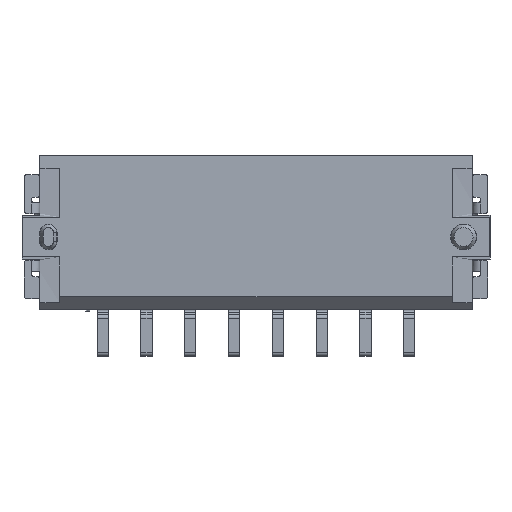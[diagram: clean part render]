
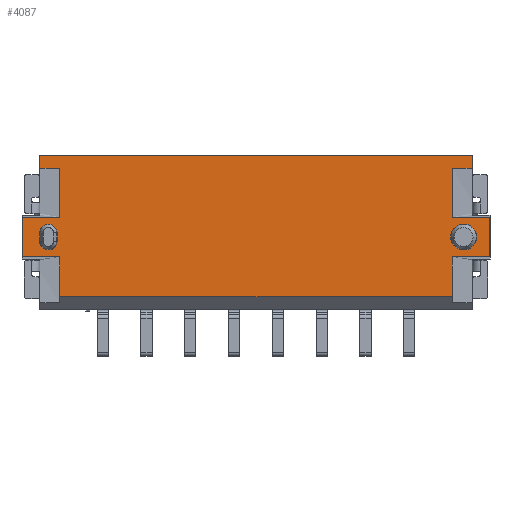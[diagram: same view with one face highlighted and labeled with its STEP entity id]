
A CAD part, front view. The second image highlights one B-rep face of the part: STEP entity #4087.
In plain terms, the highlighted planar face has unit normal (0, -1, 0).
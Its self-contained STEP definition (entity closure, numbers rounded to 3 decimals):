
#3489=CARTESIAN_POINT('',(20.28,-2.45,0.75));
#3490=VERTEX_POINT('',#3489);
#3497=CARTESIAN_POINT('',(-2.5,-2.45,0.75));
#3498=VERTEX_POINT('',#3497);
#3499=CARTESIAN_POINT('',(20.28,-2.45,0.75));
#3500=DIRECTION('',(-1.,0.,0.));
#3501=VECTOR('',#3500,22.78);
#3502=LINE('',#3499,#3501);
#3503=EDGE_CURVE('',#3490,#3498,#3502,.T.);
#3832=CARTESIAN_POINT('',(-3.65,-2.45,8.9));
#3833=VERTEX_POINT('',#3832);
#3840=CARTESIAN_POINT('',(21.43,-2.45,8.9));
#3841=VERTEX_POINT('',#3840);
#3842=CARTESIAN_POINT('',(-3.65,-2.45,8.9));
#3843=DIRECTION('',(1.,0.,0.));
#3844=VECTOR('',#3843,25.08);
#3845=LINE('',#3842,#3844);
#3846=EDGE_CURVE('',#3833,#3841,#3845,.T.);
#3923=CARTESIAN_POINT('',(8.89,-2.45,4.825));
#3924=DIRECTION('',(0.,0.,-1.));
#3925=DIRECTION('',(0.,-1.,0.));
#3926=AXIS2_PLACEMENT_3D('',#3923,#3925,#3924);
#3927=PLANE('',#3926);
#3928=CARTESIAN_POINT('',(20.28,-2.45,3.05));
#3929=VERTEX_POINT('',#3928);
#3930=CARTESIAN_POINT('',(20.28,-2.45,0.75));
#3931=DIRECTION('',(0.,0.,1.));
#3932=VECTOR('',#3931,2.3);
#3933=LINE('',#3930,#3932);
#3934=EDGE_CURVE('',#3490,#3929,#3933,.T.);
#3935=ORIENTED_EDGE('',*,*,#3934,.T.);
#3936=CARTESIAN_POINT('',(22.46,-2.45,3.05));
#3937=VERTEX_POINT('',#3936);
#3938=CARTESIAN_POINT('',(20.28,-2.45,3.05));
#3939=DIRECTION('',(1.,0.,0.));
#3940=VECTOR('',#3939,2.18);
#3941=LINE('',#3938,#3940);
#3942=EDGE_CURVE('',#3929,#3937,#3941,.T.);
#3943=ORIENTED_EDGE('',*,*,#3942,.T.);
#3944=CARTESIAN_POINT('',(22.46,-2.45,5.35));
#3945=VERTEX_POINT('',#3944);
#3946=CARTESIAN_POINT('',(22.46,-2.45,3.05));
#3947=DIRECTION('',(0.,0.,1.));
#3948=VECTOR('',#3947,2.3);
#3949=LINE('',#3946,#3948);
#3950=EDGE_CURVE('',#3937,#3945,#3949,.T.);
#3951=ORIENTED_EDGE('',*,*,#3950,.T.);
#3952=CARTESIAN_POINT('',(20.28,-2.45,5.35));
#3953=VERTEX_POINT('',#3952);
#3954=CARTESIAN_POINT('',(22.46,-2.45,5.35));
#3955=DIRECTION('',(-1.,0.,0.));
#3956=VECTOR('',#3955,2.18);
#3957=LINE('',#3954,#3956);
#3958=EDGE_CURVE('',#3945,#3953,#3957,.T.);
#3959=ORIENTED_EDGE('',*,*,#3958,.T.);
#3960=CARTESIAN_POINT('',(20.28,-2.45,8.2));
#3961=VERTEX_POINT('',#3960);
#3962=CARTESIAN_POINT('',(20.28,-2.45,5.35));
#3963=DIRECTION('',(0.,0.,1.));
#3964=VECTOR('',#3963,2.85);
#3965=LINE('',#3962,#3964);
#3966=EDGE_CURVE('',#3953,#3961,#3965,.T.);
#3967=ORIENTED_EDGE('',*,*,#3966,.T.);
#3968=CARTESIAN_POINT('',(21.43,-2.45,8.2));
#3969=VERTEX_POINT('',#3968);
#3970=CARTESIAN_POINT('',(20.28,-2.45,8.2));
#3971=DIRECTION('',(1.,0.,0.));
#3972=VECTOR('',#3971,1.15);
#3973=LINE('',#3970,#3972);
#3974=EDGE_CURVE('',#3961,#3969,#3973,.T.);
#3975=ORIENTED_EDGE('',*,*,#3974,.T.);
#3976=CARTESIAN_POINT('',(21.43,-2.45,8.9));
#3977=DIRECTION('',(0.,0.,-1.));
#3978=VECTOR('',#3977,0.7);
#3979=LINE('',#3976,#3978);
#3980=EDGE_CURVE('',#3841,#3969,#3979,.T.);
#3981=ORIENTED_EDGE('',*,*,#3980,.F.);
#3982=ORIENTED_EDGE('',*,*,#3846,.F.);
#3983=CARTESIAN_POINT('',(-3.65,-2.45,8.2));
#3984=VERTEX_POINT('',#3983);
#3985=CARTESIAN_POINT('',(-3.65,-2.45,8.9));
#3986=DIRECTION('',(0.,0.,-1.));
#3987=VECTOR('',#3986,0.7);
#3988=LINE('',#3985,#3987);
#3989=EDGE_CURVE('',#3833,#3984,#3988,.T.);
#3990=ORIENTED_EDGE('',*,*,#3989,.T.);
#3991=CARTESIAN_POINT('',(-2.5,-2.45,8.2));
#3992=VERTEX_POINT('',#3991);
#3993=CARTESIAN_POINT('',(-3.65,-2.45,8.2));
#3994=DIRECTION('',(1.,0.,0.));
#3995=VECTOR('',#3994,1.15);
#3996=LINE('',#3993,#3995);
#3997=EDGE_CURVE('',#3984,#3992,#3996,.T.);
#3998=ORIENTED_EDGE('',*,*,#3997,.T.);
#3999=CARTESIAN_POINT('',(-2.5,-2.45,5.35));
#4000=VERTEX_POINT('',#3999);
#4001=CARTESIAN_POINT('',(-2.5,-2.45,8.2));
#4002=DIRECTION('',(0.,0.,-1.));
#4003=VECTOR('',#4002,2.85);
#4004=LINE('',#4001,#4003);
#4005=EDGE_CURVE('',#3992,#4000,#4004,.T.);
#4006=ORIENTED_EDGE('',*,*,#4005,.T.);
#4007=CARTESIAN_POINT('',(-4.68,-2.45,5.35));
#4008=VERTEX_POINT('',#4007);
#4009=CARTESIAN_POINT('',(-2.5,-2.45,5.35));
#4010=DIRECTION('',(-1.,0.,0.));
#4011=VECTOR('',#4010,2.18);
#4012=LINE('',#4009,#4011);
#4013=EDGE_CURVE('',#4000,#4008,#4012,.T.);
#4014=ORIENTED_EDGE('',*,*,#4013,.T.);
#4015=CARTESIAN_POINT('',(-4.68,-2.45,3.05));
#4016=VERTEX_POINT('',#4015);
#4017=CARTESIAN_POINT('',(-4.68,-2.45,5.35));
#4018=DIRECTION('',(0.,0.,-1.));
#4019=VECTOR('',#4018,2.3);
#4020=LINE('',#4017,#4019);
#4021=EDGE_CURVE('',#4008,#4016,#4020,.T.);
#4022=ORIENTED_EDGE('',*,*,#4021,.T.);
#4023=CARTESIAN_POINT('',(-2.5,-2.45,3.05));
#4024=VERTEX_POINT('',#4023);
#4025=CARTESIAN_POINT('',(-4.68,-2.45,3.05));
#4026=DIRECTION('',(1.,0.,0.));
#4027=VECTOR('',#4026,2.18);
#4028=LINE('',#4025,#4027);
#4029=EDGE_CURVE('',#4016,#4024,#4028,.T.);
#4030=ORIENTED_EDGE('',*,*,#4029,.T.);
#4031=CARTESIAN_POINT('',(-2.5,-2.45,3.05));
#4032=DIRECTION('',(0.,0.,-1.));
#4033=VECTOR('',#4032,2.3);
#4034=LINE('',#4031,#4033);
#4035=EDGE_CURVE('',#4024,#3498,#4034,.T.);
#4036=ORIENTED_EDGE('',*,*,#4035,.T.);
#4037=ORIENTED_EDGE('',*,*,#3503,.F.);
#4038=EDGE_LOOP('',(#3935,#3943,#3951,#3959,#3967,#3975,#3981,#3982,#3990,#3998,#4006,#4014,#4022,#4030,#4036,#4037));
#4039=FACE_OUTER_BOUND('',#4038,.T.);
#4040=CARTESIAN_POINT('',(20.18,-2.45,4.2));
#4041=VERTEX_POINT('',#4040);
#4042=CARTESIAN_POINT('',(20.93,-2.45,4.2));
#4043=DIRECTION('',(-1.,0.,0.));
#4044=DIRECTION('',(0.,1.,0.));
#4045=AXIS2_PLACEMENT_3D('',#4042,#4044,#4043);
#4046=CIRCLE('',#4045,0.75);
#4047=EDGE_CURVE('',#4041,#4041,#4046,.T.);
#4048=ORIENTED_EDGE('',*,*,#4047,.T.);
#4049=EDGE_LOOP('',(#4048));
#4050=FACE_BOUND('',#4049,.T.);
#4051=CARTESIAN_POINT('',(-2.65,-2.45,4.45));
#4052=VERTEX_POINT('',#4051);
#4053=CARTESIAN_POINT('',(-2.65,-2.45,3.95));
#4054=VERTEX_POINT('',#4053);
#4055=CARTESIAN_POINT('',(-2.65,-2.45,4.45));
#4056=DIRECTION('',(0.,0.,-1.));
#4057=VECTOR('',#4056,0.5);
#4058=LINE('',#4055,#4057);
#4059=EDGE_CURVE('',#4052,#4054,#4058,.T.);
#4060=ORIENTED_EDGE('',*,*,#4059,.T.);
#4061=CARTESIAN_POINT('',(-3.65,-2.45,3.95));
#4062=VERTEX_POINT('',#4061);
#4063=CARTESIAN_POINT('',(-3.15,-2.45,3.95));
#4064=DIRECTION('',(1.,0.,0.));
#4065=DIRECTION('',(0.,1.,0.));
#4066=AXIS2_PLACEMENT_3D('',#4063,#4065,#4064);
#4067=CIRCLE('',#4066,0.5);
#4068=EDGE_CURVE('',#4054,#4062,#4067,.T.);
#4069=ORIENTED_EDGE('',*,*,#4068,.T.);
#4070=CARTESIAN_POINT('',(-3.65,-2.45,4.45));
#4071=VERTEX_POINT('',#4070);
#4072=CARTESIAN_POINT('',(-3.65,-2.45,3.95));
#4073=DIRECTION('',(0.,0.,1.));
#4074=VECTOR('',#4073,0.5);
#4075=LINE('',#4072,#4074);
#4076=EDGE_CURVE('',#4062,#4071,#4075,.T.);
#4077=ORIENTED_EDGE('',*,*,#4076,.T.);
#4078=CARTESIAN_POINT('',(-3.15,-2.45,4.45));
#4079=DIRECTION('',(-1.,0.,0.));
#4080=DIRECTION('',(0.,1.,0.));
#4081=AXIS2_PLACEMENT_3D('',#4078,#4080,#4079);
#4082=CIRCLE('',#4081,0.5);
#4083=EDGE_CURVE('',#4071,#4052,#4082,.T.);
#4084=ORIENTED_EDGE('',*,*,#4083,.T.);
#4085=EDGE_LOOP('',(#4060,#4069,#4077,#4084));
#4086=FACE_BOUND('',#4085,.T.);
#4087=ADVANCED_FACE('',(#4039,#4050,#4086),#3927,.T.);
